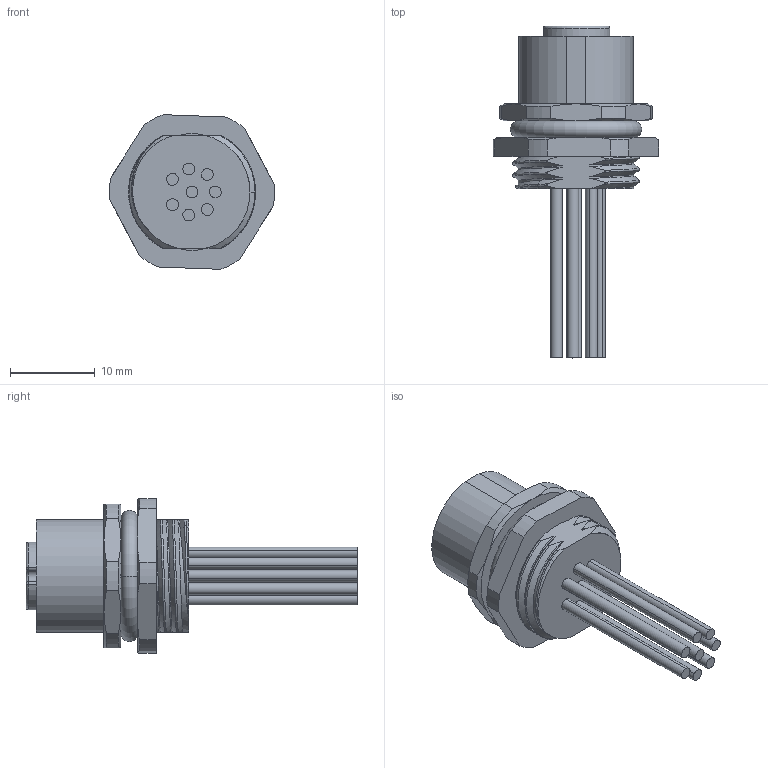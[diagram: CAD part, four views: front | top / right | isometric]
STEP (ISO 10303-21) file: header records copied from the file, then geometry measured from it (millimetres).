
FILE_DESCRIPTION((''),'2;1');
FILE_NAME('M12-F08A-BK-PG9_SW0001','2017-07-27T',('hq.zhang'),(''),'PRO/ENGINEER BY PARAMETRIC TECHNOLOGY CORPORATION, 2012480','PRO/ENGINEER BY PARAMETRIC TECHNOLOGY CORPORATION, 2012480','');
FILE_SCHEMA(('AUTOMOTIVE_DESIGN { 1 0 10303 214 1 1 1 1 }'));
Length unit declared in the file: millimetre
Products named in the file (1): M12-F08A-BK-PG9_SW0001
Bounding box: 19.5 x 39.2 x 18.27 mm (x, y, z)
Volume: 3048.1 mm3; surface area: 3654.9 mm2
Topology: 1 solids, 1 shells, 573 faces, 1500 edges, 946 vertices
Faces by surface type: plane 149, cone 144, extrusion 111, cylinder 104, bspline 33, torus 30, sphere 2
Entity records: 21579 total; most frequent: CARTESIAN_POINT 8284, ORIENTED_EDGE 2968, DIRECTION 2352, EDGE_CURVE 1484, VERTEX_POINT 946, AXIS2_PLACEMENT_3D 846, VECTOR 660, B_SPLINE_CURVE_WITH_KNOTS 629
